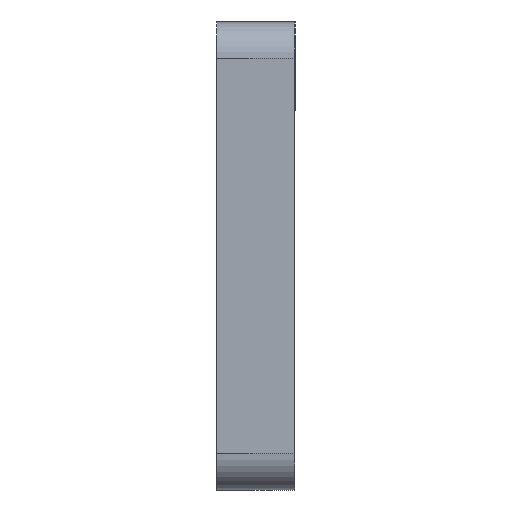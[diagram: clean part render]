
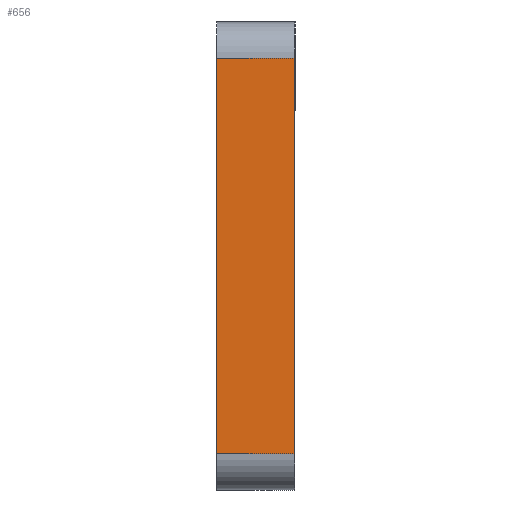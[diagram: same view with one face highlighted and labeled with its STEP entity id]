
A CAD part, left-side view. The second image highlights one B-rep face of the part: STEP entity #656.
In plain terms, the highlighted planar face has unit normal (-1, 0, 0).
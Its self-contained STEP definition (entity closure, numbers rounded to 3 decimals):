
#11=DIRECTION('',(0.,0.,1.));
#12=VECTOR('',#11,152.);
#13=CARTESIAN_POINT('',(0.,-15.,-166.));
#14=LINE('',#13,#12);
#180=DIRECTION('',(0.,1.,0.));
#181=VECTOR('',#180,30.);
#182=CARTESIAN_POINT('',(0.,-15.,-14.));
#183=LINE('',#182,#181);
#184=DIRECTION('',(0.,1.,0.));
#185=VECTOR('',#184,30.);
#186=CARTESIAN_POINT('',(0.,-15.,-166.));
#187=LINE('',#186,#185);
#253=DIRECTION('',(0.,0.,1.));
#254=VECTOR('',#253,152.);
#255=CARTESIAN_POINT('',(0.,15.,-166.));
#256=LINE('',#255,#254);
#290=CARTESIAN_POINT('',(0.,-15.,-166.));
#291=VERTEX_POINT('',#290);
#292=CARTESIAN_POINT('',(0.,-15.,-14.));
#293=VERTEX_POINT('',#292);
#322=CARTESIAN_POINT('',(0.,15.,-166.));
#323=VERTEX_POINT('',#322);
#324=CARTESIAN_POINT('',(0.,15.,-14.));
#325=VERTEX_POINT('',#324);
#643=CARTESIAN_POINT('',(0.,-15.,-166.));
#644=DIRECTION('',(-1.,0.,0.));
#645=DIRECTION('',(0.,0.,1.));
#646=AXIS2_PLACEMENT_3D('',#643,#644,#645);
#647=PLANE('',#646);
#648=ORIENTED_EDGE('',*,*,#383,.F.);
#650=ORIENTED_EDGE('',*,*,#649,.T.);
#652=ORIENTED_EDGE('',*,*,#651,.T.);
#653=ORIENTED_EDGE('',*,*,#635,.F.);
#654=EDGE_LOOP('',(#648,#650,#652,#653));
#655=FACE_OUTER_BOUND('',#654,.F.);
#656=ADVANCED_FACE('',(#655),#647,.T.);
#383=EDGE_CURVE('',#291,#293,#14,.T.);
#635=EDGE_CURVE('',#293,#325,#183,.T.);
#649=EDGE_CURVE('',#291,#323,#187,.T.);
#651=EDGE_CURVE('',#323,#325,#256,.T.);
